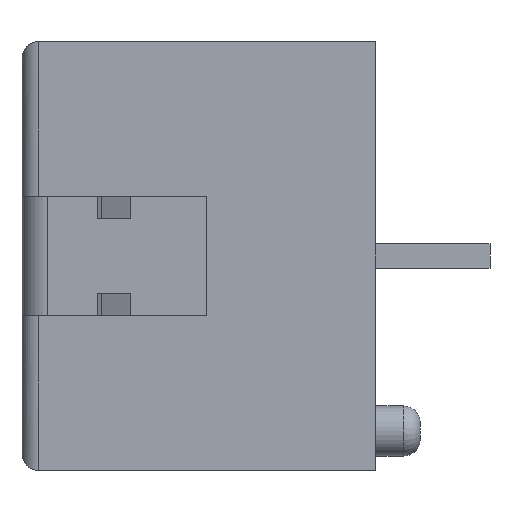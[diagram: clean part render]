
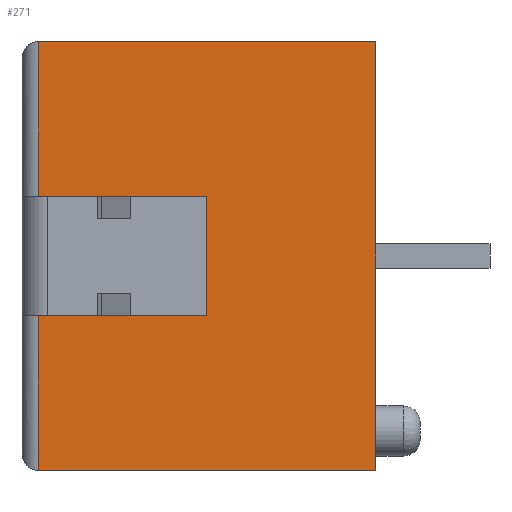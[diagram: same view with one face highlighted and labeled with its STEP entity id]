
A CAD part, left-side view. The second image highlights one B-rep face of the part: STEP entity #271.
In plain terms, the highlighted planar face has unit normal (-1, 0, 0).
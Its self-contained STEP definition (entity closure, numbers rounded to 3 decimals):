
#88 = CARTESIAN_POINT ( 'NONE',  ( -8., 11.97, -2.12 ) ) ;
#271 = ADVANCED_FACE ( 'NONE', ( #1302 ), #6325, .T. ) ;
#354 = ORIENTED_EDGE ( 'NONE', *, *, #4061, .F. ) ;
#406 = LINE ( 'NONE', #840, #6140 ) ;
#558 = EDGE_CURVE ( 'NONE', #5491, #5248, #2606, .T. ) ;
#685 = VERTEX_POINT ( 'NONE', #4986 ) ;
#840 = CARTESIAN_POINT ( 'NONE',  ( -8., 0., 0. ) ) ;
#886 = CARTESIAN_POINT ( 'NONE',  ( -8., 11.97, 0. ) ) ;
#1038 = CARTESIAN_POINT ( 'NONE',  ( -8., 11.97, 0. ) ) ;
#1302 = FACE_OUTER_BOUND ( 'NONE', #2448, .T. ) ;
#1358 = DIRECTION ( 'NONE',  ( 0., 0., -1. ) ) ;
#1442 = CARTESIAN_POINT ( 'NONE',  ( -8., 12.57, 7.62 ) ) ;
#1532 = EDGE_CURVE ( 'NONE', #2412, #4723, #3717, .T. ) ;
#1552 = VERTEX_POINT ( 'NONE', #4780 ) ;
#1600 = ORIENTED_EDGE ( 'NONE', *, *, #1532, .F. ) ;
#1891 = LINE ( 'NONE', #4425, #3891 ) ;
#1919 = VERTEX_POINT ( 'NONE', #3926 ) ;
#2412 = VERTEX_POINT ( 'NONE', #88 ) ;
#2448 = EDGE_LOOP ( 'NONE', ( #2974, #1600, #5752, #4460, #6948, #354, #5230, #4959 ) ) ;
#2518 = VECTOR ( 'NONE', #4384, 1000. ) ;
#2606 = LINE ( 'NONE', #3822, #2518 ) ;
#2662 = CARTESIAN_POINT ( 'NONE',  ( -8., 0., -2.12 ) ) ;
#2820 = EDGE_CURVE ( 'NONE', #5248, #4723, #1891, .T. ) ;
#2844 = AXIS2_PLACEMENT_3D ( 'NONE', #4111, #3004, #2981 ) ;
#2974 = ORIENTED_EDGE ( 'NONE', *, *, #2820, .T. ) ;
#2981 = DIRECTION ( 'NONE',  ( 0., 0., 1. ) ) ;
#2991 = DIRECTION ( 'NONE',  ( 0., -1., 0. ) ) ;
#3004 = DIRECTION ( 'NONE',  ( -1., 0., 0. ) ) ;
#3185 = VECTOR ( 'NONE', #2991, 1000. ) ;
#3252 = DIRECTION ( 'NONE',  ( 0., 0., -1. ) ) ;
#3357 = LINE ( 'NONE', #1442, #3185 ) ;
#3507 = EDGE_CURVE ( 'NONE', #5063, #1919, #406, .T. ) ;
#3538 = CARTESIAN_POINT ( 'NONE',  ( -8., 12.57, -7.62 ) ) ;
#3552 = CARTESIAN_POINT ( 'NONE',  ( -8., 11.97, 2.12 ) ) ;
#3717 = LINE ( 'NONE', #2662, #6301 ) ;
#3822 = CARTESIAN_POINT ( 'NONE',  ( -8., 0., 2.12 ) ) ;
#3891 = VECTOR ( 'NONE', #6655, 1000. ) ;
#3926 = CARTESIAN_POINT ( 'NONE',  ( -8., 0., -7.62 ) ) ;
#4061 = EDGE_CURVE ( 'NONE', #685, #5063, #3357, .T. ) ;
#4111 = CARTESIAN_POINT ( 'NONE',  ( -8., 12.57, 0. ) ) ;
#4220 = VECTOR ( 'NONE', #5706, 1000. ) ;
#4221 = DIRECTION ( 'NONE',  ( 0., -1., 0. ) ) ;
#4384 = DIRECTION ( 'NONE',  ( 0., -1., 0. ) ) ;
#4425 = CARTESIAN_POINT ( 'NONE',  ( -8., 6., 0. ) ) ;
#4460 = ORIENTED_EDGE ( 'NONE', *, *, #4949, .T. ) ;
#4644 = LINE ( 'NONE', #1038, #4907 ) ;
#4723 = VERTEX_POINT ( 'NONE', #5009 ) ;
#4780 = CARTESIAN_POINT ( 'NONE',  ( -8., 11.97, -7.62 ) ) ;
#4907 = VECTOR ( 'NONE', #3252, 1000. ) ;
#4928 = DIRECTION ( 'NONE',  ( 0., 0., -1. ) ) ;
#4949 = EDGE_CURVE ( 'NONE', #1552, #1919, #5691, .T. ) ;
#4959 = ORIENTED_EDGE ( 'NONE', *, *, #558, .T. ) ;
#4986 = CARTESIAN_POINT ( 'NONE',  ( -8., 11.97, 7.62 ) ) ;
#5009 = CARTESIAN_POINT ( 'NONE',  ( -8., 6., -2.12 ) ) ;
#5063 = VERTEX_POINT ( 'NONE', #5917 ) ;
#5230 = ORIENTED_EDGE ( 'NONE', *, *, #5725, .T. ) ;
#5248 = VERTEX_POINT ( 'NONE', #5592 ) ;
#5491 = VERTEX_POINT ( 'NONE', #3552 ) ;
#5592 = CARTESIAN_POINT ( 'NONE',  ( -8., 6., 2.12 ) ) ;
#5691 = LINE ( 'NONE', #3538, #4220 ) ;
#5706 = DIRECTION ( 'NONE',  ( 0., -1., 0. ) ) ;
#5725 = EDGE_CURVE ( 'NONE', #685, #5491, #4644, .T. ) ;
#5752 = ORIENTED_EDGE ( 'NONE', *, *, #6867, .T. ) ;
#5917 = CARTESIAN_POINT ( 'NONE',  ( -8., 0., 7.62 ) ) ;
#5920 = LINE ( 'NONE', #886, #6527 ) ;
#6140 = VECTOR ( 'NONE', #1358, 1000. ) ;
#6301 = VECTOR ( 'NONE', #4221, 1000. ) ;
#6325 = PLANE ( 'NONE',  #2844 ) ;
#6527 = VECTOR ( 'NONE', #4928, 1000. ) ;
#6655 = DIRECTION ( 'NONE',  ( 0., 0., -1. ) ) ;
#6867 = EDGE_CURVE ( 'NONE', #2412, #1552, #5920, .T. ) ;
#6948 = ORIENTED_EDGE ( 'NONE', *, *, #3507, .F. ) ;
